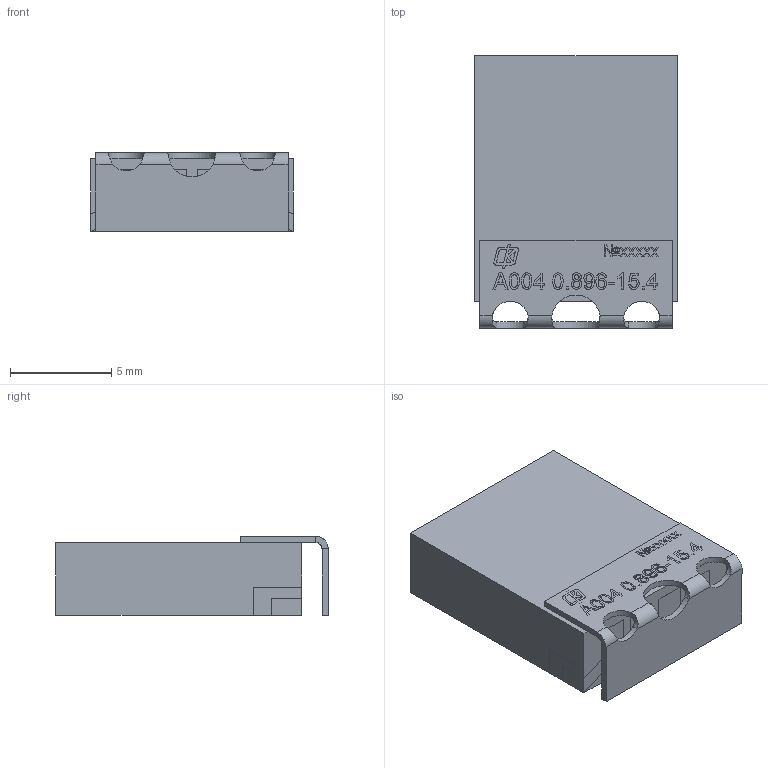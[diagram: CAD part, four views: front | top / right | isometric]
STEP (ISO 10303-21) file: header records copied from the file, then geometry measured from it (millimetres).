
FILE_DESCRIPTION(('STEP AP203'), '1');
FILE_NAME('ÍØÁÀ.434834.010-01.01_Ôèëüòð ÔÊÏ1-210-01-0,896-15,4', '', ('UNSPECIFIED'), ('UNSPECIFIED'), 'ASCON STEP Converter 1.6', 'ASCON Math Kernel', '');
FILE_SCHEMA(('CONFIG_CONTROL_DESIGN'));
Length unit declared in the file: millimetre
Products named in the file (1): НШБА.434834.010-01.01_Фильтр ФКП1-210-01-0,896-15,4
Bounding box: 10 x 13.45 x 3.9 mm (x, y, z)
Volume: 456.7 mm3; surface area: 490.3 mm2
Topology: 1 solids, 1 shells, 408 faces, 1072 edges, 700 vertices
Faces by surface type: plane 276, bspline 111, cylinder 21
Entity records: 26179 total; most frequent: CARTESIAN_POINT 13744, ORIENTED_EDGE 2144, DIRECTION 1383, EDGE_CURVE 1072, LINE 715, VECTOR 715, VERTEX_POINT 700, FACE_BOUND 448
